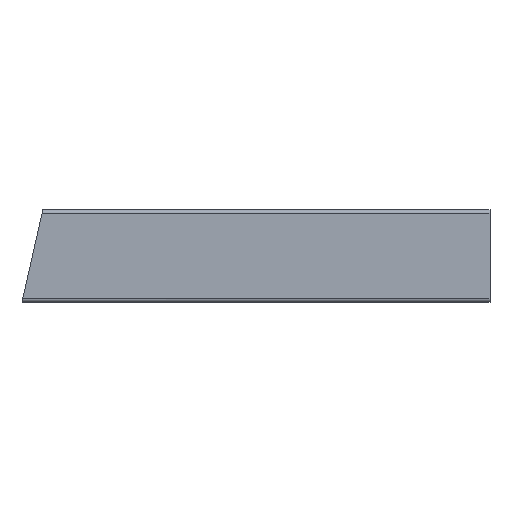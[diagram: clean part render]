
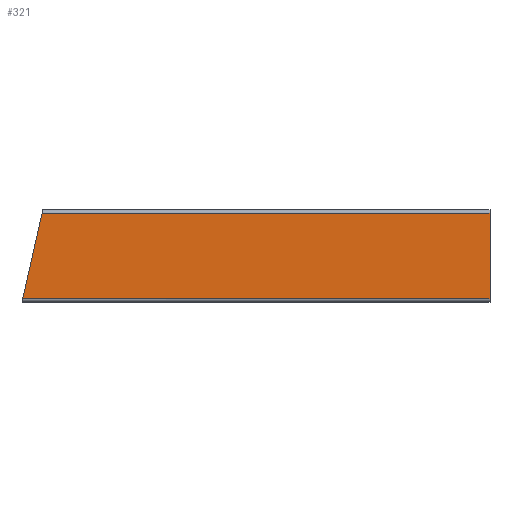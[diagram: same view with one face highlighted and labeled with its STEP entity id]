
A CAD part, top view. The second image highlights one B-rep face of the part: STEP entity #321.
In plain terms, the highlighted planar face has unit normal (0, 0, 1).
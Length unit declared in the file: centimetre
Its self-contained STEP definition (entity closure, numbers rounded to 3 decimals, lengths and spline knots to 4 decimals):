
#41=FACE_OUTER_BOUND('',#60,.T.);
#60=EDGE_LOOP('',(#264,#265,#266,#267));
#72=LINE('',#473,#103);
#81=LINE('',#503,#112);
#91=LINE('',#532,#122);
#92=LINE('',#534,#123);
#103=VECTOR('',#376,6.6632);
#112=VECTOR('',#401,6.5);
#122=VECTOR('',#429,35.4976);
#123=VECTOR('',#432,34.0319);
#144=VERTEX_POINT('',#470);
#145=VERTEX_POINT('',#472);
#157=VERTEX_POINT('',#500);
#158=VERTEX_POINT('',#502);
#174=EDGE_CURVE('',#144,#145,#72,.T.);
#189=EDGE_CURVE('',#158,#157,#81,.T.);
#204=EDGE_CURVE('',#144,#158,#91,.T.);
#205=EDGE_CURVE('',#157,#145,#92,.T.);
#264=ORIENTED_EDGE('',*,*,#189,.T.);
#265=ORIENTED_EDGE('',*,*,#205,.T.);
#266=ORIENTED_EDGE('',*,*,#174,.F.);
#267=ORIENTED_EDGE('',*,*,#204,.T.);
#308=PLANE('',#354);
#321=ADVANCED_FACE('',(#41),#308,.F.);
#354=AXIS2_PLACEMENT_3D('',#533,#430,#431);
#376=DIRECTION('',(0.22,0.976,0.));
#401=DIRECTION('',(0.,1.,0.));
#429=DIRECTION('',(1.,0.,0.));
#430=DIRECTION('center_axis',(0.,0.,-1.));
#431=DIRECTION('ref_axis',(0.,-1.,0.));
#432=DIRECTION('',(-1.,0.,0.));
#470=CARTESIAN_POINT('',(0.0564,-3.25,-25.));
#472=CARTESIAN_POINT('',(1.5221,3.25,-25.));
#473=CARTESIAN_POINT('',(0.0564,-3.25,-25.));
#500=CARTESIAN_POINT('',(35.554,3.25,-25.));
#502=CARTESIAN_POINT('',(35.554,-3.25,-25.));
#503=CARTESIAN_POINT('',(35.554,-3.25,-25.));
#532=CARTESIAN_POINT('',(0.0564,-3.25,-25.));
#533=CARTESIAN_POINT('Origin',(35.554,3.25,-25.));
#534=CARTESIAN_POINT('',(35.554,3.25,-25.));
